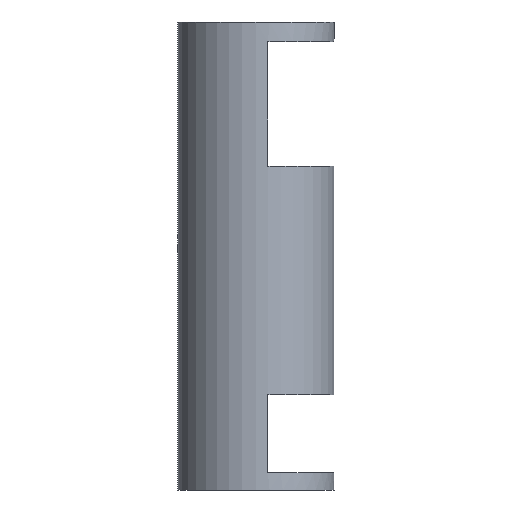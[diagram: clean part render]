
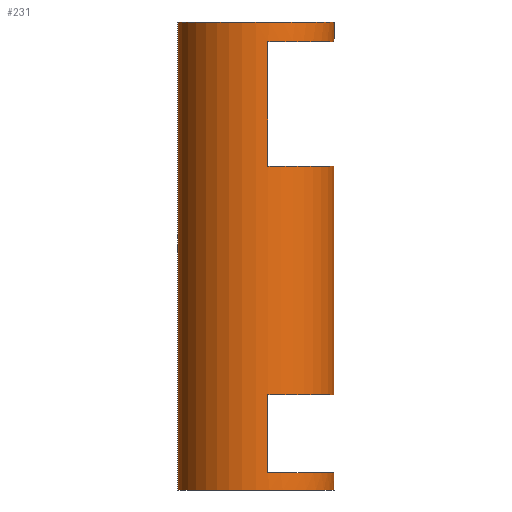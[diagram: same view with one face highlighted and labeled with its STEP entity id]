
A CAD part, left-side view. The second image highlights one B-rep face of the part: STEP entity #231.
In plain terms, the highlighted cylindrical face has radius 100.294 mm (diameter 200.588 mm), a full revolution.
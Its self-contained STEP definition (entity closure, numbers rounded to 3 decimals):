
#16=CYLINDRICAL_SURFACE('',#274,100.294);
#20=FACE_BOUND('',#49,.T.);
#21=FACE_BOUND('',#50,.T.);
#33=FACE_OUTER_BOUND('',#48,.T.);
#48=EDGE_LOOP('',(#197,#198,#199,#200));
#49=EDGE_LOOP('',(#201,#202,#203,#204));
#50=EDGE_LOOP('',(#205,#206,#207,#208));
#56=LINE('',#359,#74);
#60=LINE('',#366,#78);
#64=LINE('',#383,#82);
#68=LINE('',#390,#86);
#70=LINE('',#406,#88);
#74=VECTOR('',#290,10.);
#78=VECTOR('',#296,10.);
#82=VECTOR('',#314,10.);
#86=VECTOR('',#320,10.);
#88=VECTOR('',#342,100.294);
#90=CIRCLE('',#255,100.294);
#92=CIRCLE('',#260,100.294);
#94=CIRCLE('',#263,100.294);
#96=CIRCLE('',#268,100.294);
#97=CIRCLE('',#270,100.294);
#100=CIRCLE('',#275,100.294);
#103=VERTEX_POINT('',#350);
#104=VERTEX_POINT('',#352);
#106=VERTEX_POINT('',#358);
#108=VERTEX_POINT('',#364);
#111=VERTEX_POINT('',#374);
#112=VERTEX_POINT('',#376);
#114=VERTEX_POINT('',#382);
#116=VERTEX_POINT('',#388);
#117=VERTEX_POINT('',#395);
#120=VERTEX_POINT('',#404);
#123=EDGE_CURVE('',#104,#103,#90,.T.);
#126=EDGE_CURVE('',#106,#104,#56,.T.);
#130=EDGE_CURVE('',#103,#108,#60,.T.);
#132=EDGE_CURVE('',#108,#106,#92,.T.);
#135=EDGE_CURVE('',#112,#111,#94,.T.);
#138=EDGE_CURVE('',#114,#112,#64,.T.);
#142=EDGE_CURVE('',#111,#116,#68,.T.);
#144=EDGE_CURVE('',#116,#114,#96,.T.);
#145=EDGE_CURVE('',#117,#117,#97,.T.);
#149=EDGE_CURVE('',#120,#120,#100,.T.);
#150=EDGE_CURVE('',#120,#117,#70,.T.);
#197=ORIENTED_EDGE('',*,*,#149,.F.);
#198=ORIENTED_EDGE('',*,*,#150,.T.);
#199=ORIENTED_EDGE('',*,*,#145,.F.);
#200=ORIENTED_EDGE('',*,*,#150,.F.);
#201=ORIENTED_EDGE('',*,*,#126,.T.);
#202=ORIENTED_EDGE('',*,*,#123,.T.);
#203=ORIENTED_EDGE('',*,*,#130,.T.);
#204=ORIENTED_EDGE('',*,*,#132,.T.);
#205=ORIENTED_EDGE('',*,*,#138,.T.);
#206=ORIENTED_EDGE('',*,*,#135,.T.);
#207=ORIENTED_EDGE('',*,*,#142,.T.);
#208=ORIENTED_EDGE('',*,*,#144,.T.);
#231=ADVANCED_FACE('',(#33,#20,#21),#16,.T.);
#255=AXIS2_PLACEMENT_3D('',#353,#284,#285);
#260=AXIS2_PLACEMENT_3D('',#369,#301,#302);
#263=AXIS2_PLACEMENT_3D('',#377,#308,#309);
#268=AXIS2_PLACEMENT_3D('',#393,#325,#326);
#270=AXIS2_PLACEMENT_3D('',#396,#329,#330);
#274=AXIS2_PLACEMENT_3D('',#403,#338,#339);
#275=AXIS2_PLACEMENT_3D('',#405,#340,#341);
#284=DIRECTION('center_axis',(0.,0.,1.));
#285=DIRECTION('ref_axis',(1.,0.,0.));
#290=DIRECTION('',(0.,0.,1.));
#296=DIRECTION('',(0.,0.,-1.));
#301=DIRECTION('center_axis',(0.,0.,-1.));
#302=DIRECTION('ref_axis',(1.,0.,0.));
#308=DIRECTION('center_axis',(0.,0.,1.));
#309=DIRECTION('ref_axis',(1.,0.,0.));
#314=DIRECTION('',(0.,0.,1.));
#320=DIRECTION('',(0.,0.,-1.));
#325=DIRECTION('center_axis',(0.,0.,-1.));
#326=DIRECTION('ref_axis',(1.,0.,0.));
#329=DIRECTION('center_axis',(0.,0.,-1.));
#330=DIRECTION('ref_axis',(1.,0.,0.));
#338=DIRECTION('center_axis',(0.,0.,1.));
#339=DIRECTION('ref_axis',(1.,0.,0.));
#340=DIRECTION('center_axis',(0.,0.,1.));
#341=DIRECTION('ref_axis',(1.,0.,0.));
#342=DIRECTION('',(0.,0.,-1.));
#350=CARTESIAN_POINT('',(99.121,-15.294,-178.));
#352=CARTESIAN_POINT('',(-99.121,-15.294,-178.));
#353=CARTESIAN_POINT('Origin',(0.,0.,-178.));
#358=CARTESIAN_POINT('',(-99.121,-15.294,-278.));
#359=CARTESIAN_POINT('',(-99.121,-15.294,0.));
#364=CARTESIAN_POINT('',(99.121,-15.294,-278.));
#366=CARTESIAN_POINT('',(99.121,-15.294,0.));
#369=CARTESIAN_POINT('Origin',(0.,0.,-278.));
#374=CARTESIAN_POINT('',(99.121,-15.294,275.));
#376=CARTESIAN_POINT('',(-99.121,-15.294,275.));
#377=CARTESIAN_POINT('Origin',(0.,0.,275.));
#382=CARTESIAN_POINT('',(-99.121,-15.294,115.));
#383=CARTESIAN_POINT('',(-99.121,-15.294,0.));
#388=CARTESIAN_POINT('',(99.121,-15.294,115.));
#390=CARTESIAN_POINT('',(99.121,-15.294,0.));
#393=CARTESIAN_POINT('Origin',(0.,0.,115.));
#395=CARTESIAN_POINT('',(-100.294,0.,-300.));
#396=CARTESIAN_POINT('Origin',(0.,0.,-300.));
#403=CARTESIAN_POINT('Origin',(0.,0.,0.));
#404=CARTESIAN_POINT('',(-100.294,0.,300.));
#405=CARTESIAN_POINT('Origin',(0.,0.,300.));
#406=CARTESIAN_POINT('',(-100.294,0.,0.));
